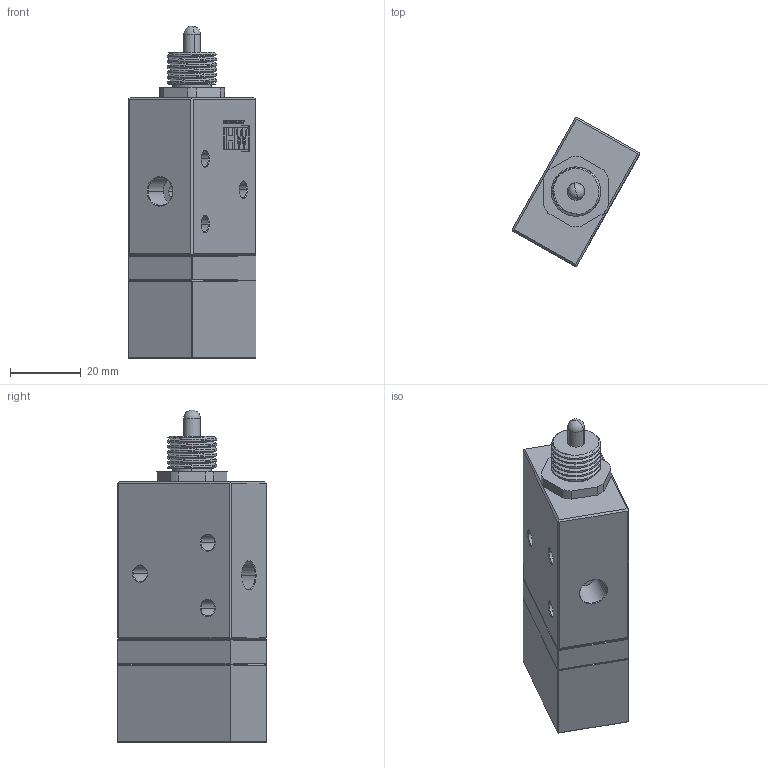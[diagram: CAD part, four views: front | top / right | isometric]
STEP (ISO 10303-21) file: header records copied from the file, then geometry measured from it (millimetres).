
FILE_DESCRIPTION (( 'STEP AP214' ), '1' );
FILE_NAME ('邧諷概.STEP', '2024-01-21T04:25:49', ( '' ), ( '' ), 'SwSTEP 2.0', 'SolidWorks 2022', '' );
FILE_SCHEMA (( 'AUTOMOTIVE_DESIGN' ));
Length unit declared in the file: millimetre
Products named in the file (6): 导阀体; 双控顶杆; 双控堵头; 双控阀; 隔板; 阀体
Assembly tree (5 placements, depth 2):
  双控阀
    阀体
    隔板
    导阀体
    双控顶杆
    双控堵头
Bounding box: 36.27 x 42.35 x 94.15 mm (x, y, z)
Volume: 48052.5 mm3; surface area: 19363.2 mm2
Topology: 5 solids, 5 shells, 427 faces, 1072 edges, 690 vertices
Faces by surface type: plane 273, cylinder 65, bspline 64, cone 23, sphere 2
Entity records: 17273 total; most frequent: CARTESIAN_POINT 7008, ORIENTED_EDGE 2136, DIRECTION 1775, EDGE_CURVE 1068, VECTOR 781, LINE 781, VERTEX_POINT 688, AXIS2_PLACEMENT_3D 497
